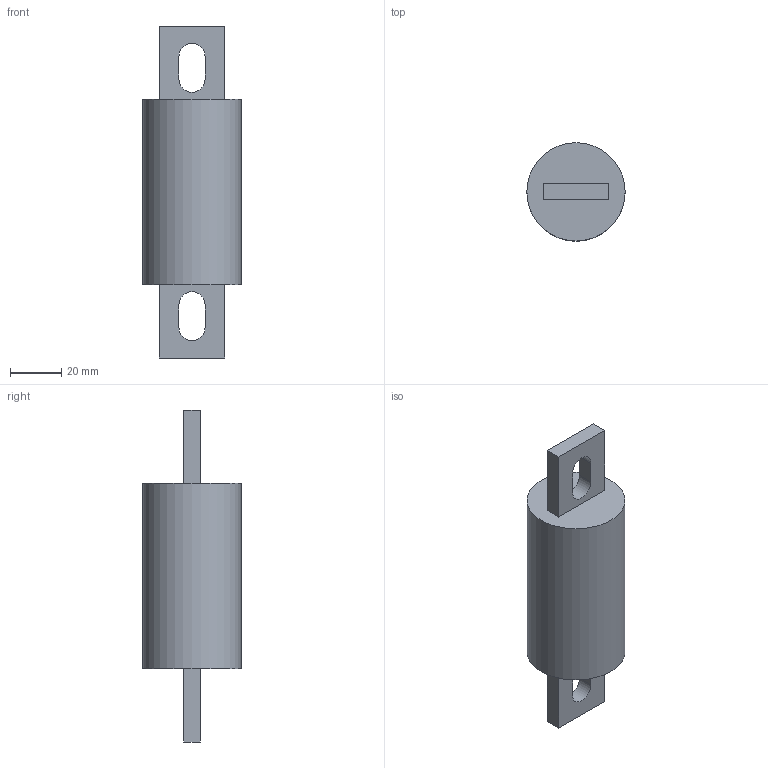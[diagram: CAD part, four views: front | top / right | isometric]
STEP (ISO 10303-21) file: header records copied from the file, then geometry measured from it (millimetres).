
FILE_DESCRIPTION(/* description */ (''),/* implementation_level */ '2;1');
FILE_NAME(/* name */ 'fuse.stp',/* time_stamp */ '2020-12-15T17:02:54-05:00',/* author */ ('Alex Dhawan'),/* organization */ (''),/* preprocessor_version */ 'ST-DEVELOPER v17',/* originating_system */ 'Autodesk Inventor 2018',/* authorisation */ '');
FILE_SCHEMA (('AUTOMOTIVE_DESIGN { 1 0 10303 214 3 1 1 }'));
Length unit declared in the file: inch
Products named in the file (1): fuse
Bounding box: 38.29 x 38.29 x 129.29 mm (x, y, z)
Volume: 90107.1 mm3; surface area: 14555.1 mm2
Topology: 1 solids, 1 shells, 21 faces, 51 edges, 34 vertices
Faces by surface type: plane 16, cylinder 5
Full cylindrical faces by diameter (mm): 38.291 x1
Entity records: 664 total; most frequent: CARTESIAN_POINT 107, DIRECTION 105, ORIENTED_EDGE 102, EDGE_CURVE 51, LINE 41, VECTOR 41, VERTEX_POINT 34, AXIS2_PLACEMENT_3D 32
